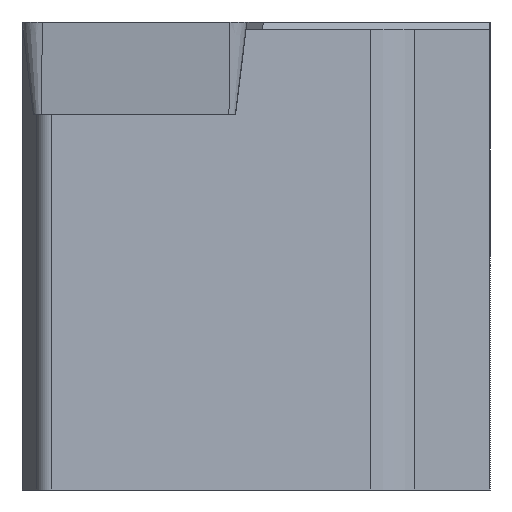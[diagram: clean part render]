
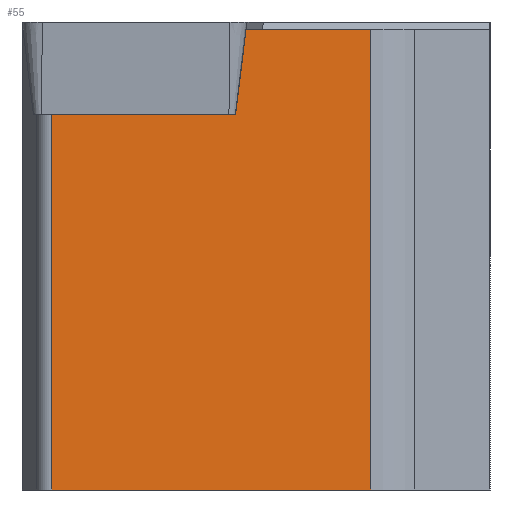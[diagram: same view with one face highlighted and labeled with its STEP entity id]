
A CAD part, left-side view. The second image highlights one B-rep face of the part: STEP entity #55.
In plain terms, the highlighted planar face has unit normal (-0.996, -0.087, 0).
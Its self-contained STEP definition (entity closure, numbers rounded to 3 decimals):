
#55=ADVANCED_FACE('',(#103),#82,.F.);
#82=PLANE('',#551);
#103=FACE_OUTER_BOUND('',#131,.T.);
#131=EDGE_LOOP('',(#193,#194,#195,#196,#197,#198));
#193=ORIENTED_EDGE('',*,*,#380,.F.);
#194=ORIENTED_EDGE('',*,*,#381,.F.);
#195=ORIENTED_EDGE('',*,*,#379,.T.);
#196=ORIENTED_EDGE('',*,*,#382,.F.);
#197=ORIENTED_EDGE('',*,*,#383,.T.);
#198=ORIENTED_EDGE('',*,*,#362,.F.);
#315=VERTEX_POINT('',#735);
#316=VERTEX_POINT('',#737);
#329=VERTEX_POINT('',#767);
#330=VERTEX_POINT('',#769);
#331=VERTEX_POINT('',#773);
#332=VERTEX_POINT('',#776);
#362=EDGE_CURVE('',#315,#316,#433,.T.);
#379=EDGE_CURVE('',#329,#330,#445,.T.);
#380=EDGE_CURVE('',#331,#315,#446,.T.);
#381=EDGE_CURVE('',#329,#331,#447,.T.);
#382=EDGE_CURVE('',#332,#330,#448,.T.);
#383=EDGE_CURVE('',#332,#316,#449,.T.);
#433=LINE('',#736,#488);
#445=LINE('',#770,#500);
#446=LINE('',#772,#501);
#447=LINE('',#774,#502);
#448=LINE('',#775,#503);
#449=LINE('',#777,#504);
#488=VECTOR('',#590,1.);
#500=VECTOR('',#616,1.);
#501=VECTOR('',#619,1.);
#502=VECTOR('',#620,1.);
#503=VECTOR('',#621,1.);
#504=VECTOR('',#622,1.);
#551=AXIS2_PLACEMENT_3D('',#778,#623,#624);
#590=DIRECTION('',(0.087,-0.996,0.));
#616=DIRECTION('',(0.,0.,-1.));
#619=DIRECTION('',(0.011,-0.123,0.992));
#620=DIRECTION('',(0.087,-0.996,0.));
#621=DIRECTION('',(-0.087,0.996,0.));
#622=DIRECTION('',(0.,0.,1.));
#623=DIRECTION('',(0.996,0.087,0.));
#624=DIRECTION('',(0.087,-0.996,0.));
#735=CARTESIAN_POINT('',(1.354,30.43,-0.3));
#736=CARTESIAN_POINT('',(0.628,38.722,-0.3));
#737=CARTESIAN_POINT('',(1.821,25.088,-0.3));
#767=CARTESIAN_POINT('',(0.628,38.722,-3.97));
#769=CARTESIAN_POINT('',(0.628,38.722,-20.));
#770=CARTESIAN_POINT('',(0.628,38.722,-30.));
#772=CARTESIAN_POINT('',(1.025,34.19,-30.567));
#773=CARTESIAN_POINT('',(1.314,30.886,-3.97));
#774=CARTESIAN_POINT('',(0.628,38.722,-3.97));
#775=CARTESIAN_POINT('',(0.628,38.722,-20.));
#776=CARTESIAN_POINT('',(1.821,25.088,-20.));
#777=CARTESIAN_POINT('',(1.821,25.088,-30.));
#778=CARTESIAN_POINT('',(0.628,38.722,-30.));
